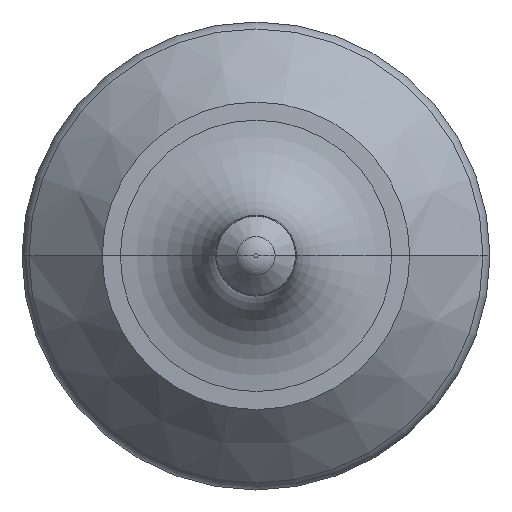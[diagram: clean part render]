
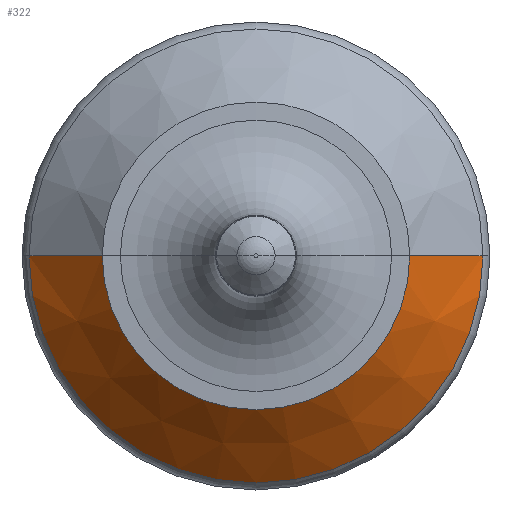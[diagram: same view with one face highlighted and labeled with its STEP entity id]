
A CAD part, top view. The second image highlights one B-rep face of the part: STEP entity #322.
In plain terms, the highlighted conical face has half-angle 45 degrees and reference radius 7.637 mm.
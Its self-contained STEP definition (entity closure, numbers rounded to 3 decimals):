
#60 = VERTEX_POINT ( 'NONE', #453 ) ;
#67 = VERTEX_POINT ( 'NONE', #360 ) ;
#70 = VERTEX_POINT ( 'NONE', #434 ) ;
#72 = VERTEX_POINT ( 'NONE', #223 ) ;
#84 = EDGE_CURVE ( 'NONE', #60, #67, #642, .T. ) ;
#100 = EDGE_CURVE ( 'NONE', #72, #70, #488, .T. ) ;
#223 = CARTESIAN_POINT ( 'NONE',  ( 7.637, 0., 92.96 ) ) ;
#242 = ORIENTED_EDGE ( 'NONE', *, *, #320, .T. ) ;
#243 = EDGE_CURVE ( 'NONE', #60, #72, #763, .T. ) ;
#262 = ORIENTED_EDGE ( 'NONE', *, *, #243, .F. ) ;
#265 = EDGE_LOOP ( 'NONE', ( #266, #262, #268, #242 ) ) ;
#266 = ORIENTED_EDGE ( 'NONE', *, *, #100, .F. ) ;
#268 = ORIENTED_EDGE ( 'NONE', *, *, #84, .T. ) ;
#320 = EDGE_CURVE ( 'NONE', #67, #70, #1021, .T. ) ;
#322 = ADVANCED_FACE ( 'NONE', ( #1058 ), #972, .T. ) ;
#360 = CARTESIAN_POINT ( 'NONE',  ( -11.272, 0., 89.325 ) ) ;
#434 = CARTESIAN_POINT ( 'NONE',  ( 11.272, 0., 89.325 ) ) ;
#453 = CARTESIAN_POINT ( 'NONE',  ( -7.637, 0., 92.96 ) ) ;
#488 = LINE ( 'NONE', #489, #496 ) ;
#489 = CARTESIAN_POINT ( 'NONE',  ( 7.637, 0., 92.96 ) ) ;
#495 = DIRECTION ( 'NONE',  ( 0.707, 0., -0.707 ) ) ;
#496 = VECTOR ( 'NONE', #495, 1000. ) ;
#598 = DIRECTION ( 'NONE',  ( -0.707, 0., -0.707 ) ) ;
#599 = VECTOR ( 'NONE', #598, 1000. ) ;
#600 = CARTESIAN_POINT ( 'NONE',  ( -7.637, 0., 92.96 ) ) ;
#642 = LINE ( 'NONE', #600, #599 ) ;
#751 = DIRECTION ( 'NONE',  ( 1., 0., 0. ) ) ;
#752 = DIRECTION ( 'NONE',  ( 0., 0., 1. ) ) ;
#753 = CARTESIAN_POINT ( 'NONE',  ( 0., 0., 92.96 ) ) ;
#754 = AXIS2_PLACEMENT_3D ( 'NONE', #753, #752, #751 ) ;
#763 = CIRCLE ( 'NONE', #754, 7.637 ) ;
#971 = AXIS2_PLACEMENT_3D ( 'NONE', #1057, #1056, #1055 ) ;
#972 = CONICAL_SURFACE ( 'NONE', #1041, 7.637, 0.785 ) ;
#1003 = CARTESIAN_POINT ( 'NONE',  ( 0., 0., 92.96 ) ) ;
#1005 = DIRECTION ( 'NONE',  ( 0., 0., -1. ) ) ;
#1013 = DIRECTION ( 'NONE',  ( -1., 0., 0. ) ) ;
#1021 = CIRCLE ( 'NONE', #971, 11.272 ) ;
#1041 = AXIS2_PLACEMENT_3D ( 'NONE', #1003, #1005, #1013 ) ;
#1055 = DIRECTION ( 'NONE',  ( 1., 0., 0. ) ) ;
#1056 = DIRECTION ( 'NONE',  ( 0., 0., 1. ) ) ;
#1057 = CARTESIAN_POINT ( 'NONE',  ( 0., 0., 89.325 ) ) ;
#1058 = FACE_OUTER_BOUND ( 'NONE', #265, .T. ) ;
